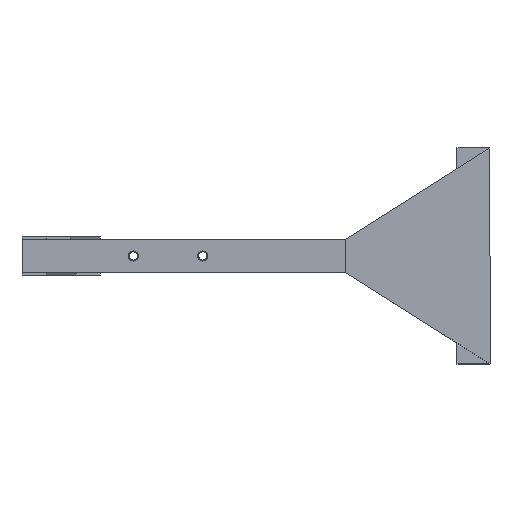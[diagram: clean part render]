
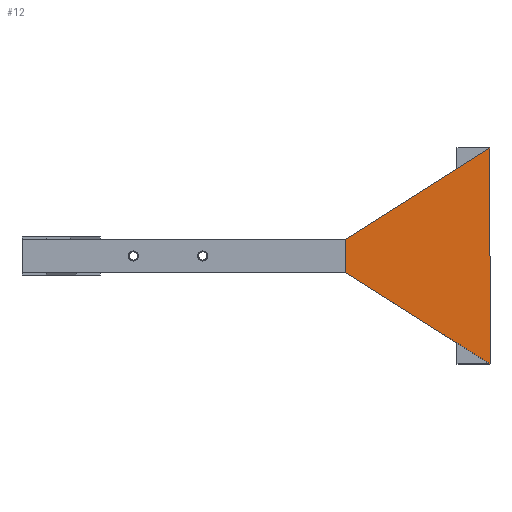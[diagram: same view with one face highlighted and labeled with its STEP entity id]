
A CAD part, left-side view. The second image highlights one B-rep face of the part: STEP entity #12.
In plain terms, the highlighted face is planar.
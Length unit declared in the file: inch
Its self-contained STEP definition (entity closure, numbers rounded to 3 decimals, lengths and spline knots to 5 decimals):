
#12 = ADVANCED_FACE ( 'NONE', ( #236 ), #743, .F. ) ;
#29 = VERTEX_POINT ( 'NONE', #1033 ) ;
#83 = DIRECTION ( 'NONE',  ( -0.536, -0.844, 0. ) ) ;
#129 = CARTESIAN_POINT ( 'NONE',  ( -2.75, 12., 0. ) ) ;
#135 = CARTESIAN_POINT ( 'NONE',  ( 2.75, 12., 0. ) ) ;
#159 = EDGE_CURVE ( 'NONE', #29, #742, #721, .T. ) ;
#171 = LINE ( 'NONE', #135, #1021 ) ;
#236 = FACE_OUTER_BOUND ( 'NONE', #1213, .T. ) ;
#378 = VERTEX_POINT ( 'NONE', #1130 ) ;
#405 = DIRECTION ( 'NONE',  ( -0.536, 0.844, 0. ) ) ;
#447 = ORIENTED_EDGE ( 'NONE', *, *, #806, .F. ) ;
#553 = VECTOR ( 'NONE', #605, 39.37008 ) ;
#555 = VERTEX_POINT ( 'NONE', #1028 ) ;
#605 = DIRECTION ( 'NONE',  ( 1., 0., 0. ) ) ;
#618 = CARTESIAN_POINT ( 'NONE',  ( 0., 0., 0. ) ) ;
#627 = EDGE_CURVE ( 'NONE', #378, #29, #1286, .T. ) ;
#721 = LINE ( 'NONE', #851, #1183 ) ;
#742 = VERTEX_POINT ( 'NONE', #1362 ) ;
#743 = PLANE ( 'NONE',  #993 ) ;
#806 = EDGE_CURVE ( 'NONE', #555, #378, #171, .T. ) ;
#827 = LINE ( 'NONE', #1343, #553 ) ;
#851 = CARTESIAN_POINT ( 'NONE',  ( -2.75, 12., 0. ) ) ;
#993 = AXIS2_PLACEMENT_3D ( 'NONE', #618, #1415, #1157 ) ;
#1021 = VECTOR ( 'NONE', #405, 39.37008 ) ;
#1028 = CARTESIAN_POINT ( 'NONE',  ( 18., -12., 0. ) ) ;
#1033 = CARTESIAN_POINT ( 'NONE',  ( -2.75, 12., 0. ) ) ;
#1055 = DIRECTION ( 'NONE',  ( -1., 0., 0. ) ) ;
#1130 = CARTESIAN_POINT ( 'NONE',  ( 2.75, 12., 0. ) ) ;
#1133 = EDGE_CURVE ( 'NONE', #742, #555, #827, .T. ) ;
#1157 = DIRECTION ( 'NONE',  ( 1., 0., 0. ) ) ;
#1183 = VECTOR ( 'NONE', #83, 39.37008 ) ;
#1213 = EDGE_LOOP ( 'NONE', ( #1315, #1298, #447, #1467 ) ) ;
#1286 = LINE ( 'NONE', #129, #1575 ) ;
#1298 = ORIENTED_EDGE ( 'NONE', *, *, #627, .F. ) ;
#1315 = ORIENTED_EDGE ( 'NONE', *, *, #159, .F. ) ;
#1343 = CARTESIAN_POINT ( 'NONE',  ( -18., -12., 0. ) ) ;
#1362 = CARTESIAN_POINT ( 'NONE',  ( -18., -12., 0. ) ) ;
#1415 = DIRECTION ( 'NONE',  ( 0., 0., 1. ) ) ;
#1467 = ORIENTED_EDGE ( 'NONE', *, *, #1133, .F. ) ;
#1575 = VECTOR ( 'NONE', #1055, 39.37008 ) ;
